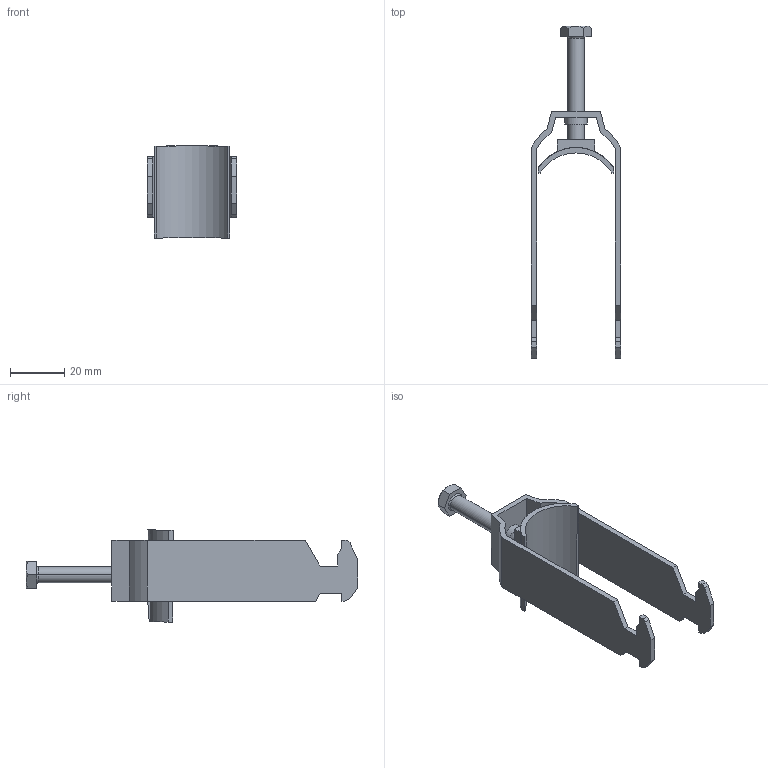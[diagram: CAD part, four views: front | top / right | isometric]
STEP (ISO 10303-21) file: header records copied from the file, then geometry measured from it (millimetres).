
FILE_DESCRIPTION (( 'STEP AP214' ), '1' );
FILE_NAME ('1186423.STEP', '2023-09-06T11:27:23', ( '' ), ( '' ), 'SwSTEP 2.0', 'SolidWorks 2022', '' );
FILE_SCHEMA (( 'AUTOMOTIVE_DESIGN' ));
Length unit declared in the file: millimetre
Products named in the file (5): 142951_M6 x 38; 1186423; EB101-00-04_Standard; 157094_2fach_2Fach; EB101-05-02_Einspritzpunkt Rechts
Assembly tree (4 placements, depth 2):
  1186423
    157094_2fach_2Fach
    142951_M6 x 38
    EB101-00-04_Standard
    EB101-05-02_Einspritzpunkt Rechts
Bounding box: 33 x 122.75 x 34.06 mm (x, y, z)
Volume: 12554.5 mm3; surface area: 14170.3 mm2
Topology: 4 solids, 4 shells, 273 faces, 707 edges, 464 vertices
Faces by surface type: plane 170, bspline 51, cylinder 36, cone 12, torus 4
Entity records: 11469 total; most frequent: CARTESIAN_POINT 4400, ORIENTED_EDGE 1406, DIRECTION 1147, EDGE_CURVE 703, LINE 469, VECTOR 469, VERTEX_POINT 464, AXIS2_PLACEMENT_3D 339
